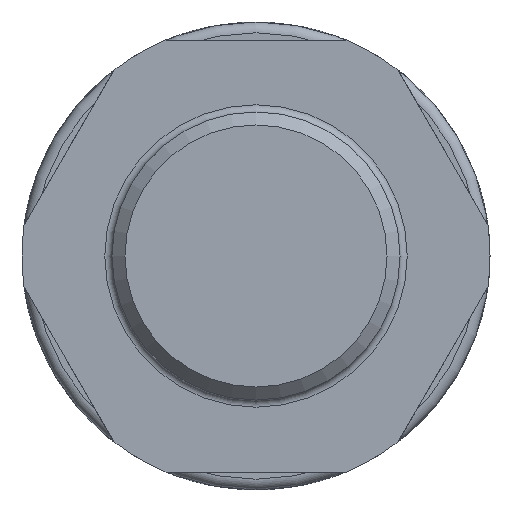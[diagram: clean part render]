
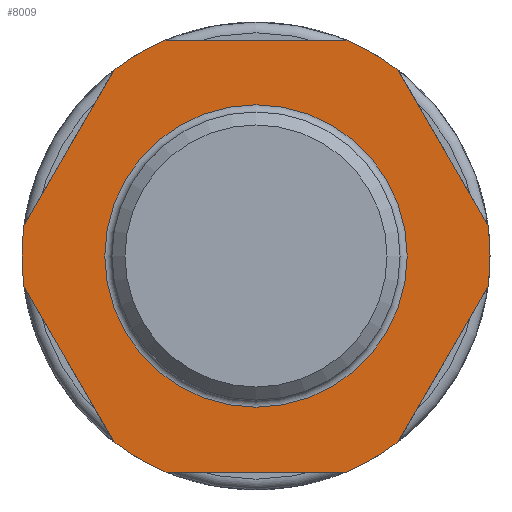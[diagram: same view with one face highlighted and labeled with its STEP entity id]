
A CAD part, left-side view. The second image highlights one B-rep face of the part: STEP entity #8009.
In plain terms, the highlighted planar face has unit normal (-1, 0, 0).
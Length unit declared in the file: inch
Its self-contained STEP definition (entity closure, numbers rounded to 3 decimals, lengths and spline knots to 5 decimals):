
#195=FACE_BOUND('',#1789,.T.);
#475=LINE('',#11828,#741);
#478=LINE('',#11854,#744);
#481=LINE('',#11872,#747);
#484=LINE('',#11909,#750);
#487=LINE('',#11935,#753);
#490=LINE('',#11961,#756);
#741=VECTOR('',#9497,0.3937);
#744=VECTOR('',#9502,0.3937);
#747=VECTOR('',#9507,0.3937);
#750=VECTOR('',#9512,0.3937);
#753=VECTOR('',#9517,0.3937);
#756=VECTOR('',#9522,0.3937);
#1348=FACE_OUTER_BOUND('',#1788,.T.);
#1788=EDGE_LOOP('',(#4997,#4998,#4999,#5000,#5001,#5002,#5003,#5004,#5005,
#5006,#5007,#5008));
#1789=EDGE_LOOP('',(#5009,#5010));
#2225=CIRCLE('',#8474,0.63976);
#2228=CIRCLE('',#8478,0.63976);
#2229=CIRCLE('',#8480,0.63976);
#2232=CIRCLE('',#8484,0.63976);
#2233=CIRCLE('',#8486,0.63976);
#2239=CIRCLE('',#8494,0.63976);
#2240=CIRCLE('',#8495,0.41339);
#2241=CIRCLE('',#8496,0.41339);
#2809=VERTEX_POINT('',#11825);
#2810=VERTEX_POINT('',#11827);
#2813=VERTEX_POINT('',#11851);
#2814=VERTEX_POINT('',#11853);
#2817=VERTEX_POINT('',#11869);
#2818=VERTEX_POINT('',#11871);
#2822=VERTEX_POINT('',#11906);
#2823=VERTEX_POINT('',#11908);
#2826=VERTEX_POINT('',#11932);
#2827=VERTEX_POINT('',#11934);
#2830=VERTEX_POINT('',#11958);
#2831=VERTEX_POINT('',#11960);
#2834=VERTEX_POINT('',#11987);
#2835=VERTEX_POINT('',#11988);
#3664=EDGE_CURVE('',#2810,#2809,#475,.T.);
#3668=EDGE_CURVE('',#2814,#2813,#478,.T.);
#3672=EDGE_CURVE('',#2818,#2817,#481,.T.);
#3677=EDGE_CURVE('',#2823,#2822,#484,.T.);
#3681=EDGE_CURVE('',#2827,#2826,#487,.T.);
#3685=EDGE_CURVE('',#2831,#2830,#490,.T.);
#3687=EDGE_CURVE('',#2818,#2822,#2225,.T.);
#3690=EDGE_CURVE('',#2831,#2817,#2228,.T.);
#3691=EDGE_CURVE('',#2814,#2826,#2229,.T.);
#3694=EDGE_CURVE('',#2823,#2813,#2232,.T.);
#3695=EDGE_CURVE('',#2810,#2830,#2233,.T.);
#3701=EDGE_CURVE('',#2827,#2809,#2239,.T.);
#3702=EDGE_CURVE('',#2834,#2835,#2240,.T.);
#3703=EDGE_CURVE('',#2835,#2834,#2241,.T.);
#4997=ORIENTED_EDGE('',*,*,#3664,.T.);
#4998=ORIENTED_EDGE('',*,*,#3701,.F.);
#4999=ORIENTED_EDGE('',*,*,#3681,.T.);
#5000=ORIENTED_EDGE('',*,*,#3691,.F.);
#5001=ORIENTED_EDGE('',*,*,#3668,.T.);
#5002=ORIENTED_EDGE('',*,*,#3694,.F.);
#5003=ORIENTED_EDGE('',*,*,#3677,.T.);
#5004=ORIENTED_EDGE('',*,*,#3687,.F.);
#5005=ORIENTED_EDGE('',*,*,#3672,.T.);
#5006=ORIENTED_EDGE('',*,*,#3690,.F.);
#5007=ORIENTED_EDGE('',*,*,#3685,.T.);
#5008=ORIENTED_EDGE('',*,*,#3695,.F.);
#5009=ORIENTED_EDGE('',*,*,#3702,.T.);
#5010=ORIENTED_EDGE('',*,*,#3703,.T.);
#7486=PLANE('',#8493);
#8009=ADVANCED_FACE('',(#1348,#195),#7486,.T.);
#8474=AXIS2_PLACEMENT_3D('',#11964,#9526,#9527);
#8478=AXIS2_PLACEMENT_3D('',#11968,#9534,#9535);
#8480=AXIS2_PLACEMENT_3D('',#11970,#9538,#9539);
#8484=AXIS2_PLACEMENT_3D('',#11974,#9546,#9547);
#8486=AXIS2_PLACEMENT_3D('',#11976,#9550,#9551);
#8493=AXIS2_PLACEMENT_3D('',#11985,#9564,#9565);
#8494=AXIS2_PLACEMENT_3D('',#11986,#9566,#9567);
#8495=AXIS2_PLACEMENT_3D('',#11989,#9568,#9569);
#8496=AXIS2_PLACEMENT_3D('',#11990,#9570,#9571);
#9497=DIRECTION('',(0.,0.5,0.866));
#9502=DIRECTION('',(0.,0.5,-0.866));
#9507=DIRECTION('',(0.,-1.,0.));
#9512=DIRECTION('',(0.,-0.5,-0.866));
#9517=DIRECTION('',(0.,1.,0.));
#9522=DIRECTION('',(0.,-0.5,0.866));
#9526=DIRECTION('center_axis',(1.,0.,0.));
#9527=DIRECTION('ref_axis',(0.,0.,
1.));
#9534=DIRECTION('center_axis',(1.,0.,0.));
#9535=DIRECTION('ref_axis',(0.,0.,
1.));
#9538=DIRECTION('center_axis',(1.,0.,0.));
#9539=DIRECTION('ref_axis',(0.,0.,
1.));
#9546=DIRECTION('center_axis',(1.,0.,0.));
#9547=DIRECTION('ref_axis',(0.,0.,
1.));
#9550=DIRECTION('center_axis',(1.,0.,0.));
#9551=DIRECTION('ref_axis',(0.,0.,
1.));
#9564=DIRECTION('center_axis',(-1.,0.,0.));
#9565=DIRECTION('ref_axis',(0.,0.,
-1.));
#9566=DIRECTION('center_axis',(1.,0.,0.));
#9567=DIRECTION('ref_axis',(0.,0.,
1.));
#9568=DIRECTION('center_axis',(1.,0.,0.));
#9569=DIRECTION('ref_axis',(0.,0.,
1.));
#9570=DIRECTION('center_axis',(1.,0.,0.));
#9571=DIRECTION('ref_axis',(0.,0.,
1.));
#11825=CARTESIAN_POINT('',(-0.10433,-0.3884,0.50837));
#11827=CARTESIAN_POINT('',(-0.10433,-0.63446,0.08218));
#11828=CARTESIAN_POINT('',(-0.10433,-0.65292,0.05021));
#11851=CARTESIAN_POINT('',(-0.10433,0.63446,0.08218));
#11853=CARTESIAN_POINT('',(-0.10433,0.3884,0.50837));
#11854=CARTESIAN_POINT('',(-0.10433,0.36995,0.54034));
#11869=CARTESIAN_POINT('',(-0.10433,-0.24606,-0.59055));
#11871=CARTESIAN_POINT('',(-0.10433,0.24606,-0.59055));
#11872=CARTESIAN_POINT('',(-0.10433,-0.19685,-0.59055));
#11906=CARTESIAN_POINT('',(-0.10433,0.3884,-0.50837));
#11908=CARTESIAN_POINT('',(-0.10433,0.63446,-0.08218));
#11909=CARTESIAN_POINT('',(-0.10433,0.49298,-0.32724));
#11932=CARTESIAN_POINT('',(-0.10433,0.24606,0.59055));
#11934=CARTESIAN_POINT('',(-0.10433,-0.24606,0.59055));
#11935=CARTESIAN_POINT('',(-0.10433,-0.44291,0.59055));
#11958=CARTESIAN_POINT('',(-0.10433,-0.63446,-0.08218));
#11960=CARTESIAN_POINT('',(-0.10433,-0.3884,-0.50837));
#11961=CARTESIAN_POINT('',(-0.10433,-0.52989,-0.26331));
#11964=CARTESIAN_POINT('Origin',(-0.10433,0.,
0.));
#11968=CARTESIAN_POINT('Origin',(-0.10433,0.,
0.));
#11970=CARTESIAN_POINT('Origin',(-0.10433,0.,
0.));
#11974=CARTESIAN_POINT('Origin',(-0.10433,0.,
0.));
#11976=CARTESIAN_POINT('Origin',(-0.10433,0.,
0.));
#11985=CARTESIAN_POINT('Origin',(-0.10433,-0.63976,
0.));
#11986=CARTESIAN_POINT('Origin',(-0.10433,0.,
0.));
#11987=CARTESIAN_POINT('',(-0.10433,-0.41339,0.));
#11988=CARTESIAN_POINT('',(-0.10433,0.,-0.41339));
#11989=CARTESIAN_POINT('Origin',(-0.10433,0.,
0.));
#11990=CARTESIAN_POINT('Origin',(-0.10433,0.,
0.));
